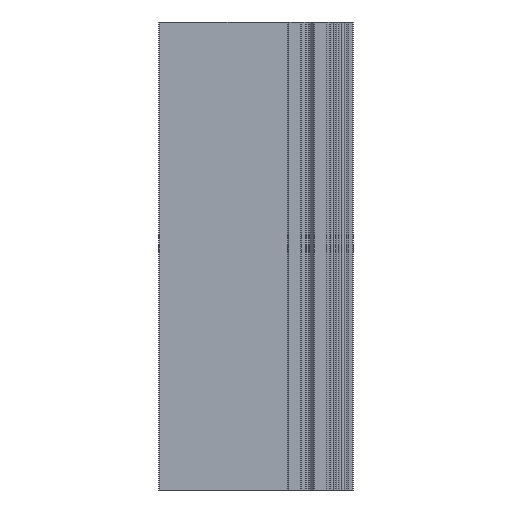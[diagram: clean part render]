
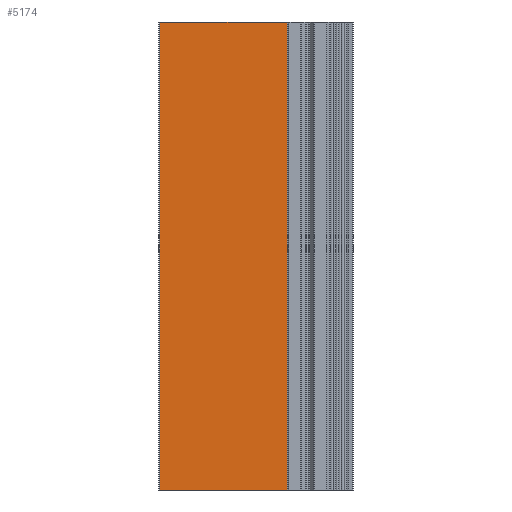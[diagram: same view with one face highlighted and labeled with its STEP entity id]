
A CAD part, front view. The second image highlights one B-rep face of the part: STEP entity #5174.
In plain terms, the highlighted planar face has unit normal (0, -1, 0).
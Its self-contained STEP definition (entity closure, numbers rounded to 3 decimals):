
#268 = VECTOR ( 'NONE', #4873, 1000. ) ;
#379 = ORIENTED_EDGE ( 'NONE', *, *, #5470, .T. ) ;
#430 = DIRECTION ( 'NONE',  ( 0., 1., 0. ) ) ;
#457 = ORIENTED_EDGE ( 'NONE', *, *, #3913, .F. ) ;
#578 = VERTEX_POINT ( 'NONE', #1208 ) ;
#713 = LINE ( 'NONE', #4926, #4284 ) ;
#758 = DIRECTION ( 'NONE',  ( 0., 0., -1. ) ) ;
#891 = FACE_OUTER_BOUND ( 'NONE', #2510, .T. ) ;
#986 = VERTEX_POINT ( 'NONE', #1728 ) ;
#1208 = CARTESIAN_POINT ( 'NONE',  ( 30.723, 3.06, -152.4 ) ) ;
#1235 = DIRECTION ( 'NONE',  ( 1., 0., 0. ) ) ;
#1647 = LINE ( 'NONE', #3526, #5942 ) ;
#1728 = CARTESIAN_POINT ( 'NONE',  ( 30.723, 3.06, 152.4 ) ) ;
#1896 = EDGE_CURVE ( 'NONE', #2613, #4914, #1647, .T. ) ;
#2146 = ORIENTED_EDGE ( 'NONE', *, *, #5011, .T. ) ;
#2147 = CARTESIAN_POINT ( 'NONE',  ( -53., 3.06, -152.4 ) ) ;
#2414 = AXIS2_PLACEMENT_3D ( 'NONE', #3320, #430, #5193 ) ;
#2510 = EDGE_LOOP ( 'NONE', ( #457, #4010, #2146, #379 ) ) ;
#2610 = LINE ( 'NONE', #2147, #4397 ) ;
#2613 = VERTEX_POINT ( 'NONE', #2742 ) ;
#2742 = CARTESIAN_POINT ( 'NONE',  ( -52.492, 3.06, 152.4 ) ) ;
#2763 = PLANE ( 'NONE',  #2414 ) ;
#3320 = CARTESIAN_POINT ( 'NONE',  ( -53., 3.06, 152.4 ) ) ;
#3526 = CARTESIAN_POINT ( 'NONE',  ( -52.492, 3.06, 152.4 ) ) ;
#3705 = CARTESIAN_POINT ( 'NONE',  ( -52.492, 3.06, -152.4 ) ) ;
#3913 = EDGE_CURVE ( 'NONE', #2613, #986, #3949, .T. ) ;
#3949 = LINE ( 'NONE', #5276, #268 ) ;
#4010 = ORIENTED_EDGE ( 'NONE', *, *, #1896, .T. ) ;
#4284 = VECTOR ( 'NONE', #5494, 1000. ) ;
#4397 = VECTOR ( 'NONE', #1235, 1000. ) ;
#4873 = DIRECTION ( 'NONE',  ( 1., 0., 0. ) ) ;
#4914 = VERTEX_POINT ( 'NONE', #3705 ) ;
#4926 = CARTESIAN_POINT ( 'NONE',  ( 30.723, 3.06, 152.4 ) ) ;
#5011 = EDGE_CURVE ( 'NONE', #4914, #578, #2610, .T. ) ;
#5174 = ADVANCED_FACE ( 'NONE', ( #891 ), #2763, .F. ) ;
#5193 = DIRECTION ( 'NONE',  ( -1., 0., 0. ) ) ;
#5276 = CARTESIAN_POINT ( 'NONE',  ( -53., 3.06, 152.4 ) ) ;
#5470 = EDGE_CURVE ( 'NONE', #578, #986, #713, .T. ) ;
#5494 = DIRECTION ( 'NONE',  ( 0., 0., 1. ) ) ;
#5942 = VECTOR ( 'NONE', #758, 1000. ) ;
